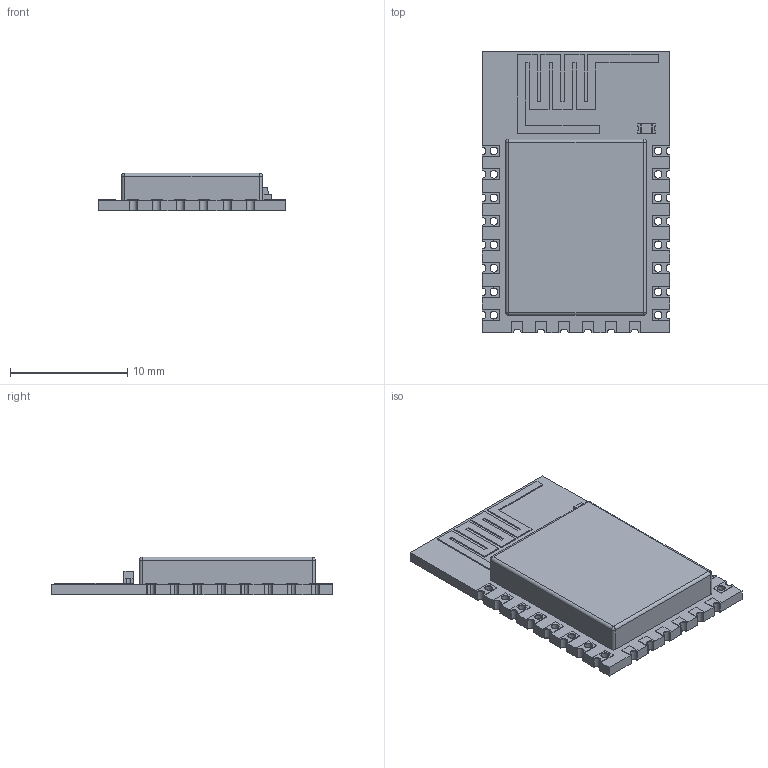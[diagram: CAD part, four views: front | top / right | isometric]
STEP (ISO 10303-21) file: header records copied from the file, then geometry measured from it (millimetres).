
FILE_DESCRIPTION(('FreeCAD Model'),'2;1');
FILE_NAME('ESP_12E001_cp.step','2019-01-29T20:43:15',('kicad StepUp'),('ksu MCAD'), 'Open CASCADE STEP processor 7.3','FreeCAD','Unknown');
FILE_SCHEMA(('AUTOMOTIVE_DESIGN { 1 0 10303 214 1 1 1 1 }'));
Length unit declared in the file: millimetre
Products named in the file (1): ESP_12E001_cp
Bounding box: 16 x 24 x 3.2 mm (x, y, z)
Volume: 755.3 mm3; surface area: 1510.9 mm2
Topology: 48 solids, 48 shells, 488 faces, 1161 edges, 766 vertices
Faces by surface type: plane 334, cylinder 150, sphere 4
Full cylindrical faces by diameter (mm): 0.65 x16, 0.7 x16
Entity records: 17579 total; most frequent: CARTESIAN_POINT 2516, DIRECTION 2419, ORIENTED_EDGE 2314, EDGE_CURVE 1157, LINE 857, VECTOR 857, AXIS2_PLACEMENT_3D 781, VERTEX_POINT 766
